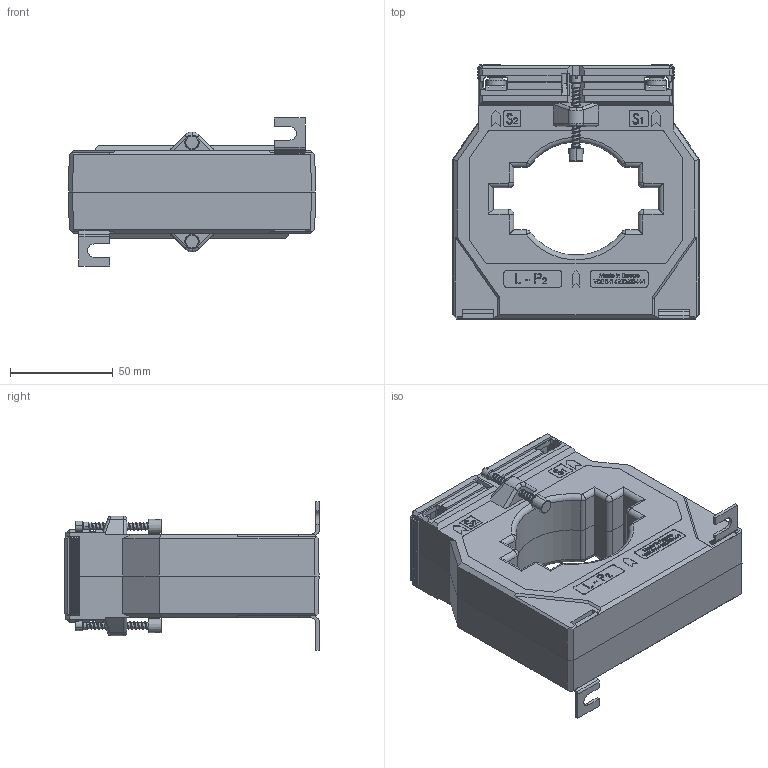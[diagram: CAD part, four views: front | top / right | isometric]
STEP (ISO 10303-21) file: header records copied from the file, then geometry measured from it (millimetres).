
FILE_DESCRIPTION (( 'STEP AP214' ), '1' );
FILE_NAME ('ASK81_4_kpl.STEP', '2012-02-07T08:07:04', ( ' ' ), ( '' ), 'SwSTEP 2.0', 'SolidWorks 2010', '' );
FILE_SCHEMA (( 'AUTOMOTIVE_DESIGN' ));
Length unit declared in the file: millimetre
Products named in the file (9): EASK81_4_Gehäuse-Unterteil_Halbschale_01; EASK81_4_Gehäuse-Unterteil; Fusswinkel_1,5; Verschlussklappe_38mm; Plastite_Schraube_40_mit-Gewinde; MBS_WN-003_04_Klemme_WN-003_02; Isolierschutzkappe; Linsenschraube DIN 7985 4.8 VZ M 5 x 10; ASK81_4_kpl
Assembly tree (16 placements, depth 2):
  ASK81_4_kpl
    EASK81_4_Gehäuse-Unterteil
    EASK81_4_Gehäuse-Unterteil_Halbschale_01
    Linsenschraube DIN 7985 4.8 VZ M 5 x 10  x4
    Verschlussklappe_38mm  x2
    Fusswinkel_1,5  x2
    Isolierschutzkappe  x2
    MBS_WN-003_04_Klemme_WN-003_02  x2
    Plastite_Schraube_40_mit-Gewinde  x2
Bounding box: 120 x 123.5 x 72 mm (x, y, z)
Volume: 427493.3 mm3; surface area: 87221.9 mm2
Topology: 16 solids, 16 shells, 1924 faces, 5010 edges, 3240 vertices
Faces by surface type: plane 1232, bspline 322, cylinder 274, cone 48, torus 32, sphere 16
Entity records: 71289 total; most frequent: CARTESIAN_POINT 32522, ORIENTED_EDGE 8648, DIRECTION 6606, EDGE_CURVE 4324, VECTOR 3172, LINE 3172, VERTEX_POINT 2829, EDGE_LOOP 1777
